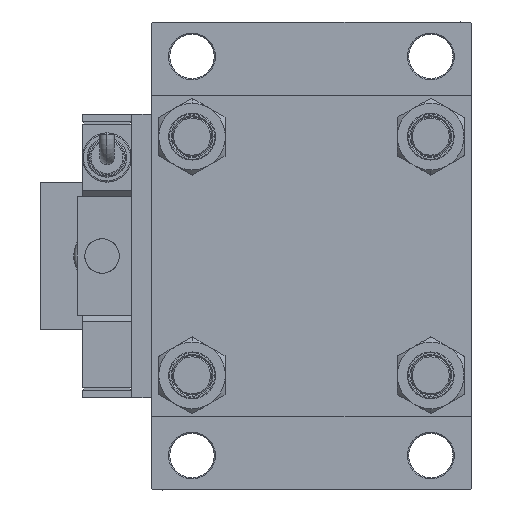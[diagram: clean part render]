
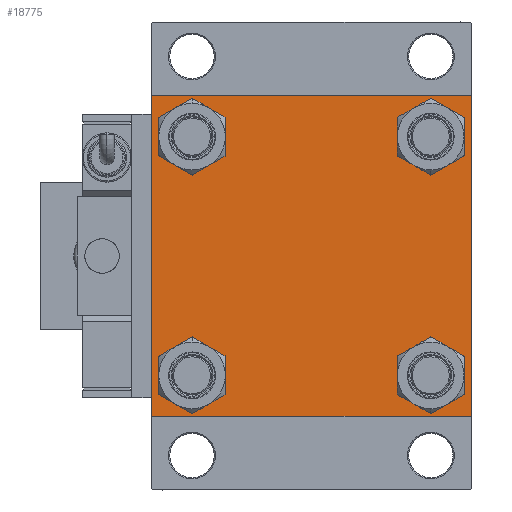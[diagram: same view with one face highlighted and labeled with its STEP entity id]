
A CAD part, left-side view. The second image highlights one B-rep face of the part: STEP entity #18775.
In plain terms, the highlighted planar face has unit normal (-1, 0, 0).
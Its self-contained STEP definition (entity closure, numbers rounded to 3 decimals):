
#152 = FACE_BOUND ( 'NONE', #11123, .T. ) ;
#345 = ORIENTED_EDGE ( 'NONE', *, *, #39754, .T. ) ;
#451 = ORIENTED_EDGE ( 'NONE', *, *, #31434, .T. ) ;
#685 = CARTESIAN_POINT ( 'NONE',  ( 0., 0., 0. ) ) ;
#1696 = CARTESIAN_POINT ( 'NONE',  ( 0., 48.45, 39.95 ) ) ;
#1904 = CARTESIAN_POINT ( 'NONE',  ( 0., -48.45, -39.95 ) ) ;
#2399 = VERTEX_POINT ( 'NONE', #13323 ) ;
#2895 = FACE_BOUND ( 'NONE', #39758, .T. ) ;
#2922 = CARTESIAN_POINT ( 'NONE',  ( 0., 65., 65. ) ) ;
#3764 = CARTESIAN_POINT ( 'NONE',  ( 0., 48.45, 56.95 ) ) ;
#3843 = CARTESIAN_POINT ( 'NONE',  ( 0., 48.45, -39.95 ) ) ;
#3954 = FACE_BOUND ( 'NONE', #22010, .T. ) ;
#4449 = AXIS2_PLACEMENT_3D ( 'NONE', #685, #45559, #8528 ) ;
#5294 = CARTESIAN_POINT ( 'NONE',  ( 0., 65., 64.5 ) ) ;
#6077 = DIRECTION ( 'NONE',  ( 0., -1., 0. ) ) ;
#7752 = EDGE_CURVE ( 'NONE', #50528, #13090, #47294, .T. ) ;
#8528 = DIRECTION ( 'NONE',  ( 0., 0., 1. ) ) ;
#9248 = VERTEX_POINT ( 'NONE', #41038 ) ;
#10066 = CARTESIAN_POINT ( 'NONE',  ( 0., 65., -64.5 ) ) ;
#10832 = DIRECTION ( 'NONE',  ( 0., 0., 1. ) ) ;
#11123 = EDGE_LOOP ( 'NONE', ( #46070, #51820 ) ) ;
#11810 = CARTESIAN_POINT ( 'NONE',  ( 0., 64.75, 64.75 ) ) ;
#12200 = LINE ( 'NONE', #49240, #27376 ) ;
#12303 = CARTESIAN_POINT ( 'NONE',  ( 0., -48.45, 39.95 ) ) ;
#12698 = CARTESIAN_POINT ( 'NONE',  ( 0., -48.45, -48.45 ) ) ;
#13090 = VERTEX_POINT ( 'NONE', #25759 ) ;
#13123 = VERTEX_POINT ( 'NONE', #17093 ) ;
#13177 = LINE ( 'NONE', #38876, #27517 ) ;
#13323 = CARTESIAN_POINT ( 'NONE',  ( 0., -64.5, 65. ) ) ;
#13561 = AXIS2_PLACEMENT_3D ( 'NONE', #19400, #31037, #35893 ) ;
#13828 = VECTOR ( 'NONE', #6077, 1000. ) ;
#14520 = VERTEX_POINT ( 'NONE', #39738 ) ;
#15182 = VERTEX_POINT ( 'NONE', #3843 ) ;
#15212 = DIRECTION ( 'NONE',  ( 0., -1., 0. ) ) ;
#15259 = ORIENTED_EDGE ( 'NONE', *, *, #43089, .T. ) ;
#15404 = DIRECTION ( 'NONE',  ( 1., 0., 0. ) ) ;
#15964 = DIRECTION ( 'NONE',  ( 0., 0., 1. ) ) ;
#16029 = AXIS2_PLACEMENT_3D ( 'NONE', #12698, #45953, #15964 ) ;
#16130 = CIRCLE ( 'NONE', #38628, 8.5 ) ;
#16891 = FACE_OUTER_BOUND ( 'NONE', #38277, .T. ) ;
#17093 = CARTESIAN_POINT ( 'NONE',  ( 0., 64.5, -65. ) ) ;
#17268 = VERTEX_POINT ( 'NONE', #1904 ) ;
#17558 = CARTESIAN_POINT ( 'NONE',  ( 0., -48.45, -48.45 ) ) ;
#17786 = DIRECTION ( 'NONE',  ( 0., 0., -1. ) ) ;
#17935 = AXIS2_PLACEMENT_3D ( 'NONE', #23798, #15404, #10832 ) ;
#18198 = AXIS2_PLACEMENT_3D ( 'NONE', #19899, #48560, #43705 ) ;
#18775 = ADVANCED_FACE ( 'NONE', ( #2895, #42051, #152, #3954, #16891 ), #41502, .T. ) ;
#19400 = CARTESIAN_POINT ( 'NONE',  ( 0., 48.45, -48.45 ) ) ;
#19846 = LINE ( 'NONE', #48505, #44549 ) ;
#19899 = CARTESIAN_POINT ( 'NONE',  ( 0., -48.45, 48.45 ) ) ;
#20821 = CIRCLE ( 'NONE', #37268, 8.5 ) ;
#21393 = VECTOR ( 'NONE', #27503, 1000. ) ;
#21432 = VERTEX_POINT ( 'NONE', #36640 ) ;
#22010 = EDGE_LOOP ( 'NONE', ( #46830, #32843 ) ) ;
#22043 = VERTEX_POINT ( 'NONE', #3764 ) ;
#22335 = LINE ( 'NONE', #31230, #49309 ) ;
#22562 = EDGE_CURVE ( 'NONE', #40358, #2399, #22335, .T. ) ;
#23103 = AXIS2_PLACEMENT_3D ( 'NONE', #39514, #27074, #47098 ) ;
#23798 = CARTESIAN_POINT ( 'NONE',  ( 0., 48.45, -48.45 ) ) ;
#25385 = ORIENTED_EDGE ( 'NONE', *, *, #43595, .T. ) ;
#25406 = ORIENTED_EDGE ( 'NONE', *, *, #48492, .F. ) ;
#25759 = CARTESIAN_POINT ( 'NONE',  ( 0., -48.45, 56.95 ) ) ;
#26706 = EDGE_CURVE ( 'NONE', #22043, #45208, #20821, .T. ) ;
#26940 = ORIENTED_EDGE ( 'NONE', *, *, #7752, .T. ) ;
#27074 = DIRECTION ( 'NONE',  ( 1., 0., 0. ) ) ;
#27132 = EDGE_CURVE ( 'NONE', #21432, #17268, #48466, .T. ) ;
#27239 = LINE ( 'NONE', #2922, #33096 ) ;
#27269 = DIRECTION ( 'NONE',  ( 0., -0.707, 0.707 ) ) ;
#27376 = VECTOR ( 'NONE', #15212, 1000. ) ;
#27503 = DIRECTION ( 'NONE',  ( 0., 0.707, -0.707 ) ) ;
#27517 = VECTOR ( 'NONE', #17786, 1000. ) ;
#27673 = DIRECTION ( 'NONE',  ( 0., -0.707, -0.707 ) ) ;
#27919 = ORIENTED_EDGE ( 'NONE', *, *, #22562, .T. ) ;
#31037 = DIRECTION ( 'NONE',  ( 1., 0., 0. ) ) ;
#31086 = ORIENTED_EDGE ( 'NONE', *, *, #27132, .T. ) ;
#31204 = ORIENTED_EDGE ( 'NONE', *, *, #46627, .F. ) ;
#31230 = CARTESIAN_POINT ( 'NONE',  ( 0., -64.75, 64.75 ) ) ;
#31434 = EDGE_CURVE ( 'NONE', #46956, #45229, #27239, .T. ) ;
#31618 = CARTESIAN_POINT ( 'NONE',  ( 0., -65., 64.5 ) ) ;
#32395 = VERTEX_POINT ( 'NONE', #51869 ) ;
#32843 = ORIENTED_EDGE ( 'NONE', *, *, #42716, .T. ) ;
#33096 = VECTOR ( 'NONE', #47267, 1000. ) ;
#33419 = CIRCLE ( 'NONE', #13561, 8.5 ) ;
#34194 = CARTESIAN_POINT ( 'NONE',  ( 0., 48.45, 48.45 ) ) ;
#34580 = DIRECTION ( 'NONE',  ( 1., 0., 0. ) ) ;
#34741 = DIRECTION ( 'NONE',  ( 1., 0., 0. ) ) ;
#35110 = DIRECTION ( 'NONE',  ( 0., 0., 1. ) ) ;
#35806 = EDGE_LOOP ( 'NONE', ( #38307, #31086 ) ) ;
#35893 = DIRECTION ( 'NONE',  ( 0., 0., 1. ) ) ;
#36272 = EDGE_CURVE ( 'NONE', #17268, #21432, #51456, .T. ) ;
#36640 = CARTESIAN_POINT ( 'NONE',  ( 0., -48.45, -56.95 ) ) ;
#37268 = AXIS2_PLACEMENT_3D ( 'NONE', #34194, #34741, #50952 ) ;
#38078 = CARTESIAN_POINT ( 'NONE',  ( 0., 48.45, 48.45 ) ) ;
#38277 = EDGE_LOOP ( 'NONE', ( #451, #345, #15259, #42489, #31204, #27919, #25406, #25385 ) ) ;
#38307 = ORIENTED_EDGE ( 'NONE', *, *, #36272, .T. ) ;
#38628 = AXIS2_PLACEMENT_3D ( 'NONE', #38078, #34580, #35110 ) ;
#38876 = CARTESIAN_POINT ( 'NONE',  ( 0., -65., 65. ) ) ;
#39514 = CARTESIAN_POINT ( 'NONE',  ( 0., -48.45, 48.45 ) ) ;
#39738 = CARTESIAN_POINT ( 'NONE',  ( 0., 48.45, -56.95 ) ) ;
#39754 = EDGE_CURVE ( 'NONE', #45229, #13123, #19846, .T. ) ;
#39758 = EDGE_LOOP ( 'NONE', ( #47735, #26940 ) ) ;
#39841 = LINE ( 'NONE', #43110, #13828 ) ;
#40358 = VERTEX_POINT ( 'NONE', #31618 ) ;
#40641 = CIRCLE ( 'NONE', #18198, 8.5 ) ;
#41038 = CARTESIAN_POINT ( 'NONE',  ( 0., -65., -64.5 ) ) ;
#41502 = PLANE ( 'NONE',  #4449 ) ;
#42051 = FACE_BOUND ( 'NONE', #35806, .T. ) ;
#42489 = ORIENTED_EDGE ( 'NONE', *, *, #45739, .T. ) ;
#42716 = EDGE_CURVE ( 'NONE', #45208, #22043, #16130, .T. ) ;
#42742 = EDGE_CURVE ( 'NONE', #15182, #14520, #33419, .T. ) ;
#43070 = VECTOR ( 'NONE', #27269, 1000. ) ;
#43089 = EDGE_CURVE ( 'NONE', #13123, #43360, #12200, .T. ) ;
#43110 = CARTESIAN_POINT ( 'NONE',  ( 0., 65., 65. ) ) ;
#43246 = DIRECTION ( 'NONE',  ( 0., 0., 1. ) ) ;
#43360 = VERTEX_POINT ( 'NONE', #47598 ) ;
#43424 = EDGE_CURVE ( 'NONE', #14520, #15182, #48144, .T. ) ;
#43595 = EDGE_CURVE ( 'NONE', #32395, #46956, #48324, .T. ) ;
#43705 = DIRECTION ( 'NONE',  ( 0., 0., 1. ) ) ;
#44549 = VECTOR ( 'NONE', #27673, 1000. ) ;
#45208 = VERTEX_POINT ( 'NONE', #1696 ) ;
#45229 = VERTEX_POINT ( 'NONE', #10066 ) ;
#45559 = DIRECTION ( 'NONE',  ( -1., 0., 0. ) ) ;
#45739 = EDGE_CURVE ( 'NONE', #43360, #9248, #51374, .T. ) ;
#45865 = AXIS2_PLACEMENT_3D ( 'NONE', #17558, #47550, #43246 ) ;
#45953 = DIRECTION ( 'NONE',  ( 1., 0., 0. ) ) ;
#46070 = ORIENTED_EDGE ( 'NONE', *, *, #42742, .T. ) ;
#46627 = EDGE_CURVE ( 'NONE', #40358, #9248, #13177, .T. ) ;
#46830 = ORIENTED_EDGE ( 'NONE', *, *, #26706, .T. ) ;
#46956 = VERTEX_POINT ( 'NONE', #5294 ) ;
#47098 = DIRECTION ( 'NONE',  ( 0., 0., 1. ) ) ;
#47267 = DIRECTION ( 'NONE',  ( 0., 0., -1. ) ) ;
#47294 = CIRCLE ( 'NONE', #23103, 8.5 ) ;
#47550 = DIRECTION ( 'NONE',  ( 1., 0., 0. ) ) ;
#47598 = CARTESIAN_POINT ( 'NONE',  ( 0., -64.5, -65. ) ) ;
#47735 = ORIENTED_EDGE ( 'NONE', *, *, #50380, .T. ) ;
#48144 = CIRCLE ( 'NONE', #17935, 8.5 ) ;
#48324 = LINE ( 'NONE', #11810, #21393 ) ;
#48466 = CIRCLE ( 'NONE', #45865, 8.5 ) ;
#48492 = EDGE_CURVE ( 'NONE', #32395, #2399, #39841, .T. ) ;
#48505 = CARTESIAN_POINT ( 'NONE',  ( 0., 64.75, -64.75 ) ) ;
#48560 = DIRECTION ( 'NONE',  ( 1., 0., 0. ) ) ;
#49240 = CARTESIAN_POINT ( 'NONE',  ( 0., 65., -65. ) ) ;
#49309 = VECTOR ( 'NONE', #51785, 1000. ) ;
#50380 = EDGE_CURVE ( 'NONE', #13090, #50528, #40641, .T. ) ;
#50528 = VERTEX_POINT ( 'NONE', #12303 ) ;
#50952 = DIRECTION ( 'NONE',  ( 0., 0., 1. ) ) ;
#51374 = LINE ( 'NONE', #51892, #43070 ) ;
#51456 = CIRCLE ( 'NONE', #16029, 8.5 ) ;
#51785 = DIRECTION ( 'NONE',  ( 0., 0.707, 0.707 ) ) ;
#51820 = ORIENTED_EDGE ( 'NONE', *, *, #43424, .T. ) ;
#51869 = CARTESIAN_POINT ( 'NONE',  ( 0., 64.5, 65. ) ) ;
#51892 = CARTESIAN_POINT ( 'NONE',  ( 0., -64.75, -64.75 ) ) ;
